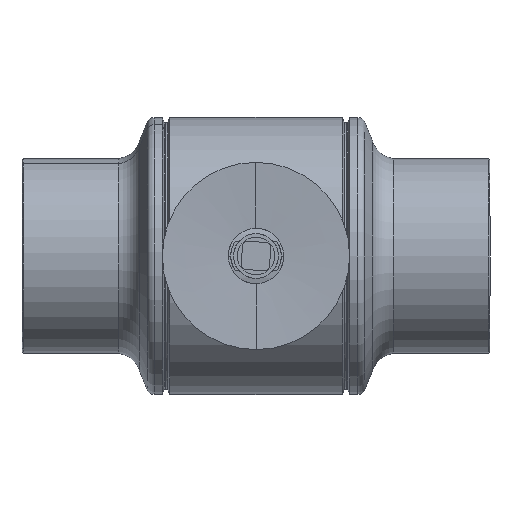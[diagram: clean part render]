
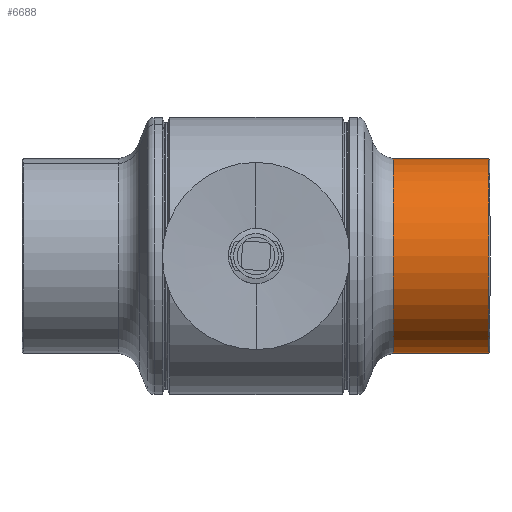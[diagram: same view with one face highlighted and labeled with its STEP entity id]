
A CAD part, front view. The second image highlights one B-rep face of the part: STEP entity #6688.
In plain terms, the highlighted cylindrical face has radius 260 mm (diameter 520 mm), a partial arc.
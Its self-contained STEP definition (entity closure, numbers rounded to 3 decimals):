
#221 = CARTESIAN_POINT ( 'NONE',  ( 0., 0., 0. ) ) ;
#694 = EDGE_CURVE ( 'NONE', #8257, #8590, #4618, .T. ) ;
#998 = DIRECTION ( 'NONE',  ( 0., -1., 0. ) ) ;
#1039 = ORIENTED_EDGE ( 'NONE', *, *, #7881, .F. ) ;
#1072 = AXIS2_PLACEMENT_3D ( 'NONE', #3696, #6398, #5722 ) ;
#1206 = CIRCLE ( 'NONE', #1072, 260. ) ;
#1254 = CARTESIAN_POINT ( 'NONE',  ( 0., -281.036, 260. ) ) ;
#1616 = EDGE_CURVE ( 'NONE', #6217, #2443, #8349, .T. ) ;
#2094 = CIRCLE ( 'NONE', #7021, 260. ) ;
#2150 = EDGE_CURVE ( 'NONE', #6217, #8257, #2094, .T. ) ;
#2242 = FACE_OUTER_BOUND ( 'NONE', #2973, .T. ) ;
#2443 = VERTEX_POINT ( 'NONE', #1254 ) ;
#2736 = ORIENTED_EDGE ( 'NONE', *, *, #694, .T. ) ;
#2938 = CARTESIAN_POINT ( 'NONE',  ( 0., -25.751, 260. ) ) ;
#2973 = EDGE_LOOP ( 'NONE', ( #7789, #6714, #2736, #1039 ) ) ;
#3639 = CARTESIAN_POINT ( 'NONE',  ( 0., 0., 260. ) ) ;
#3696 = CARTESIAN_POINT ( 'NONE',  ( 0., -281.036, 0. ) ) ;
#4452 = CARTESIAN_POINT ( 'NONE',  ( 0., 0., -260. ) ) ;
#4566 = VECTOR ( 'NONE', #8588, 1000. ) ;
#4618 = LINE ( 'NONE', #4452, #7173 ) ;
#4923 = DIRECTION ( 'NONE',  ( 0., -1., 0. ) ) ;
#5078 = CARTESIAN_POINT ( 'NONE',  ( 0., -281.036, -260. ) ) ;
#5131 = AXIS2_PLACEMENT_3D ( 'NONE', #221, #4923, #8270 ) ;
#5722 = DIRECTION ( 'NONE',  ( 0., 0., -1. ) ) ;
#5940 = DIRECTION ( 'NONE',  ( 0., -1., 0. ) ) ;
#6217 = VERTEX_POINT ( 'NONE', #2938 ) ;
#6349 = CARTESIAN_POINT ( 'NONE',  ( 0., -25.751, 0. ) ) ;
#6398 = DIRECTION ( 'NONE',  ( 0., -1., 0. ) ) ;
#6688 = ADVANCED_FACE ( 'NONE', ( #2242 ), #8402, .T. ) ;
#6714 = ORIENTED_EDGE ( 'NONE', *, *, #2150, .T. ) ;
#7021 = AXIS2_PLACEMENT_3D ( 'NONE', #6349, #998, #7833 ) ;
#7173 = VECTOR ( 'NONE', #5940, 1000. ) ;
#7789 = ORIENTED_EDGE ( 'NONE', *, *, #1616, .F. ) ;
#7833 = DIRECTION ( 'NONE',  ( 0., 0., -1. ) ) ;
#7881 = EDGE_CURVE ( 'NONE', #2443, #8590, #1206, .T. ) ;
#8257 = VERTEX_POINT ( 'NONE', #8733 ) ;
#8270 = DIRECTION ( 'NONE',  ( 0., 0., -1. ) ) ;
#8349 = LINE ( 'NONE', #3639, #4566 ) ;
#8402 = CYLINDRICAL_SURFACE ( 'NONE', #5131, 260. ) ;
#8588 = DIRECTION ( 'NONE',  ( 0., -1., 0. ) ) ;
#8590 = VERTEX_POINT ( 'NONE', #5078 ) ;
#8733 = CARTESIAN_POINT ( 'NONE',  ( 0., -25.751, -260. ) ) ;
